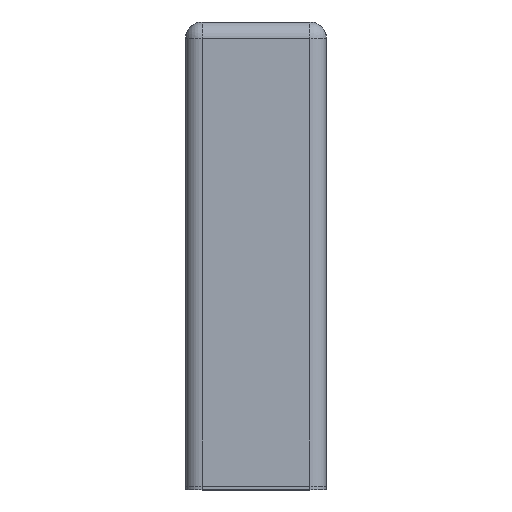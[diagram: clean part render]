
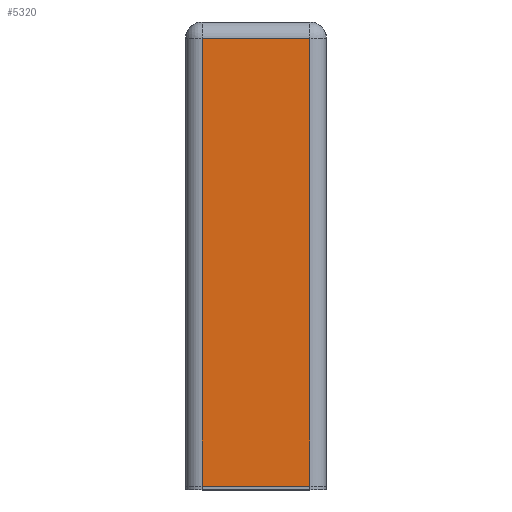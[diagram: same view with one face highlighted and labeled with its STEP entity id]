
A CAD part, top view. The second image highlights one B-rep face of the part: STEP entity #5320.
In plain terms, the highlighted planar face has unit normal (0, 0, 1).
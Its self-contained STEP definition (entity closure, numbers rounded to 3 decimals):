
#4930=CARTESIAN_POINT('',(4.25,28.,68.25));
#4940=DIRECTION('',(0.,-0.,1.));
#4950=DIRECTION('',(0.,1.,0.));
#4960=AXIS2_PLACEMENT_3D('',#4930,#4940,#4950);
#4970=PLANE('',#4960);
#4980=CARTESIAN_POINT('',(4.25,0.,68.25));
#4990=DIRECTION('',(-1.,0.,0.));
#5000=VECTOR('',#4990,1.);
#5010=LINE('',#4980,#5000);
#5020=CARTESIAN_POINT('',(3.25,0.,68.25));
#5030=VERTEX_POINT('',#5020);
#5040=CARTESIAN_POINT('',(-3.25,0.,68.25));
#5050=VERTEX_POINT('',#5040);
#5060=EDGE_CURVE('',#5030,#5050,#5010,.T.);
#5070=ORIENTED_EDGE('',*,*,#5060,.F.);
#5080=CARTESIAN_POINT('',(-3.25,0.,68.25));
#5090=DIRECTION('',(0.,-1.,0.));
#5100=VECTOR('',#5090,1.);
#5110=LINE('',#5080,#5100);
#5120=CARTESIAN_POINT('',(-3.25,27.,68.25));
#5130=VERTEX_POINT('',#5120);
#5140=EDGE_CURVE('',#5130,#5050,#5110,.T.);
#5150=ORIENTED_EDGE('',*,*,#5140,.T.);
#5160=CARTESIAN_POINT('',(0.,27.,68.25));
#5170=DIRECTION('',(1.,0.,-0.));
#5180=VECTOR('',#5170,1.);
#5190=LINE('',#5160,#5180);
#5200=CARTESIAN_POINT('',(3.25,27.,68.25));
#5210=VERTEX_POINT('',#5200);
#5220=EDGE_CURVE('',#5130,#5210,#5190,.T.);
#5230=ORIENTED_EDGE('',*,*,#5220,.F.);
#5240=CARTESIAN_POINT('',(3.25,0.,68.25));
#5250=DIRECTION('',(0.,-1.,0.));
#5260=VECTOR('',#5250,1.);
#5270=LINE('',#5240,#5260);
#5280=EDGE_CURVE('',#5210,#5030,#5270,.T.);
#5290=ORIENTED_EDGE('',*,*,#5280,.F.);
#5300=EDGE_LOOP('',(#5290,#5230,#5150,#5070));
#5310=FACE_OUTER_BOUND('',#5300,.T.);
#5320=ADVANCED_FACE('',(#5310),#4970,.T.);
